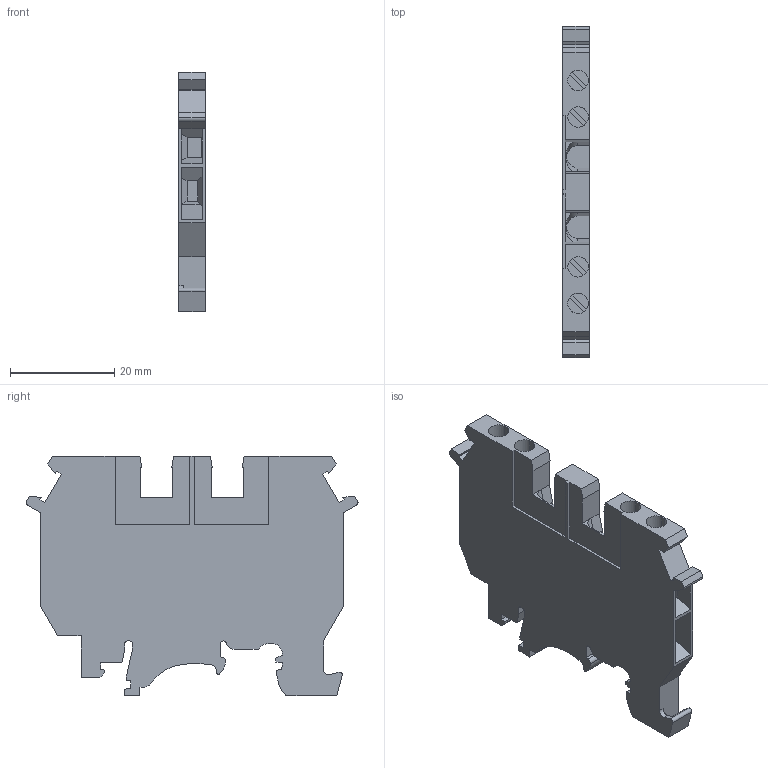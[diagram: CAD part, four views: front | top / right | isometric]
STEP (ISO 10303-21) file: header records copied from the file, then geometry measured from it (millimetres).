
FILE_DESCRIPTION(('Creo Elements/Direct Modeling STEP Export'),'2;1');
FILE_NAME('model.stp','2021-04-08T 0:17:55',(''),(''),'Creo Elements/Direct Modeling STEP processor for AP214 (Solid Model)','Creo Elements/Direct Modeling 20.1D 10-Oct-2020 (C) Parametric Technology GmbH','');
FILE_SCHEMA(('AUTOMOTIVE_DESIGN { 1 0 10303 214 1 1 1 1 }'));
Length unit declared in the file: millimetre
Products named in the file (2): UDK_3_RD-select
Assembly tree (1 placements, depth 2):
  UDK_3_RD-select
    UDK_3_RD-select
Bounding box: 5.15 x 63.6 x 45.9 mm (x, y, z)
Volume: 9515.4 mm3; surface area: 7092.9 mm2
Topology: 1 solids, 1 shells, 215 faces, 587 edges, 380 vertices
Faces by surface type: plane 181, cylinder 34
Entity records: 8376 total; most frequent: ORIENTED_EDGE 1174, CARTESIAN_POINT 1165, DIRECTION 1080, EDGE_CURVE 587, VECTOR 490, LINE 490, VERTEX_POINT 380, AXIS2_PLACEMENT_3D 295
